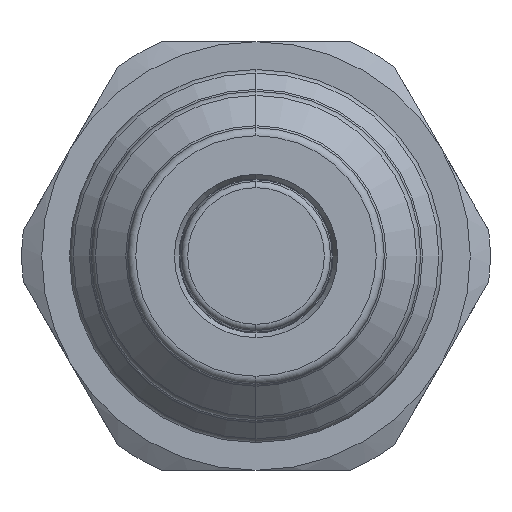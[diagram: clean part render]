
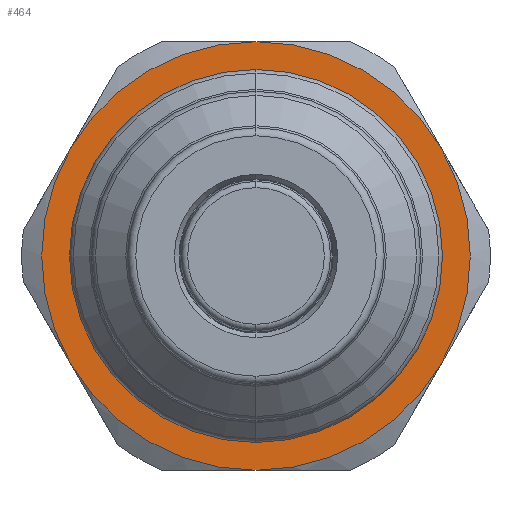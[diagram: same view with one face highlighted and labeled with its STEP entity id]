
A CAD part, left-side view. The second image highlights one B-rep face of the part: STEP entity #464.
In plain terms, the highlighted planar face has unit normal (-1, 0, 0).
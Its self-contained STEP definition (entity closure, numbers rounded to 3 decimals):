
#86 = ORIENTED_EDGE ( 'NONE', *, *, #2012, .T. ) ;
#88 = ORIENTED_EDGE ( 'NONE', *, *, #2013, .T. ) ;
#89 = ORIENTED_EDGE ( 'NONE', *, *, #1931, .F. ) ;
#99 = ORIENTED_EDGE ( 'NONE', *, *, #2015, .T. ) ;
#107 = ORIENTED_EDGE ( 'NONE', *, *, #2016, .T. ) ;
#142 = VERTEX_POINT ( 'NONE', #2160 ) ;
#147 = VERTEX_POINT ( 'NONE', #2153 ) ;
#158 = VERTEX_POINT ( 'NONE', #423 ) ;
#164 = VERTEX_POINT ( 'NONE', #420 ) ;
#175 = VERTEX_POINT ( 'NONE', #427 ) ;
#176 = VERTEX_POINT ( 'NONE', #418 ) ;
#209 = VERTEX_POINT ( 'NONE', #282 ) ;
#227 = VERTEX_POINT ( 'NONE', #297 ) ;
#268 = ORIENTED_EDGE ( 'NONE', *, *, #2011, .T. ) ;
#270 = ORIENTED_EDGE ( 'NONE', *, *, #2014, .T. ) ;
#278 = ORIENTED_EDGE ( 'NONE', *, *, #2017, .F. ) ;
#282 = CARTESIAN_POINT ( 'NONE',  ( 45.9, 0., 11.3 ) ) ;
#297 = CARTESIAN_POINT ( 'NONE',  ( 45.9, 0., -13.5 ) ) ;
#363 = DIRECTION ( 'NONE',  ( 0., 0., 1. ) ) ;
#364 = CARTESIAN_POINT ( 'NONE',  ( 45.9, 11.3, 0. ) ) ;
#365 = DIRECTION ( 'NONE',  ( -1., 0., 0. ) ) ;
#366 = PLANE ( 'NONE',  #2057 ) ;
#418 = CARTESIAN_POINT ( 'NONE',  ( 45.9, 0., 13.5 ) ) ;
#420 = CARTESIAN_POINT ( 'NONE',  ( 45.9, 11.691, -6.75 ) ) ;
#423 = CARTESIAN_POINT ( 'NONE',  ( 45.9, -11.691, 6.75 ) ) ;
#427 = CARTESIAN_POINT ( 'NONE',  ( 45.9, -11.691, -6.75 ) ) ;
#464 = ADVANCED_FACE ( 'NONE', ( #1112, #1113 ), #366, .T. ) ;
#832 = CIRCLE ( 'NONE', #2212, 11.3 ) ;
#908 = CIRCLE ( 'NONE', #2247, 13.5 ) ;
#909 = CIRCLE ( 'NONE', #2248, 13.5 ) ;
#910 = CIRCLE ( 'NONE', #2249, 13.5 ) ;
#911 = CIRCLE ( 'NONE', #2250, 13.5 ) ;
#912 = CIRCLE ( 'NONE', #2251, 13.5 ) ;
#913 = CIRCLE ( 'NONE', #2252, 13.5 ) ;
#914 = CIRCLE ( 'NONE', #2253, 11.3 ) ;
#1112 = FACE_OUTER_BOUND ( 'NONE', #1761, .T. ) ;
#1113 = FACE_BOUND ( 'NONE', #1759, .T. ) ;
#1335 = DIRECTION ( 'NONE',  ( 0., 0., 1. ) ) ;
#1443 = DIRECTION ( 'NONE',  ( -1., 0., 0. ) ) ;
#1470 = CARTESIAN_POINT ( 'NONE',  ( 45.9, 0., 0. ) ) ;
#1471 = CARTESIAN_POINT ( 'NONE',  ( 45.9, 0., 0. ) ) ;
#1472 = DIRECTION ( 'NONE',  ( -1., 0., 0. ) ) ;
#1511 = DIRECTION ( 'NONE',  ( 0., 0., 1. ) ) ;
#1518 = DIRECTION ( 'NONE',  ( 0., 0., 1. ) ) ;
#1535 = DIRECTION ( 'NONE',  ( 0., 0., 1. ) ) ;
#1537 = CARTESIAN_POINT ( 'NONE',  ( 45.9, 0., 0. ) ) ;
#1538 = DIRECTION ( 'NONE',  ( -1., 0., 0. ) ) ;
#1657 = DIRECTION ( 'NONE',  ( -1., 0., 0. ) ) ;
#1658 = CARTESIAN_POINT ( 'NONE',  ( 45.9, 0., 0. ) ) ;
#1687 = DIRECTION ( 'NONE',  ( -1., 0., 0. ) ) ;
#1688 = CARTESIAN_POINT ( 'NONE',  ( 45.9, 0., 0. ) ) ;
#1697 = DIRECTION ( 'NONE',  ( 0., 0., 1. ) ) ;
#1701 = DIRECTION ( 'NONE',  ( 0., 0., 1. ) ) ;
#1702 = DIRECTION ( 'NONE',  ( -1., 0., 0. ) ) ;
#1705 = DIRECTION ( 'NONE',  ( 0., 0., 1. ) ) ;
#1709 = CARTESIAN_POINT ( 'NONE',  ( 45.9, 0., 0. ) ) ;
#1710 = DIRECTION ( 'NONE',  ( -1., 0., 0. ) ) ;
#1711 = DIRECTION ( 'NONE',  ( 0., 0., 1. ) ) ;
#1712 = DIRECTION ( 'NONE',  ( -1., 0., 0. ) ) ;
#1721 = CARTESIAN_POINT ( 'NONE',  ( 45.9, 0., 0. ) ) ;
#1723 = CARTESIAN_POINT ( 'NONE',  ( 45.9, 0., 0. ) ) ;
#1759 = EDGE_LOOP ( 'NONE', ( #278, #89 ) ) ;
#1761 = EDGE_LOOP ( 'NONE', ( #107, #99, #270, #88, #86, #268 ) ) ;
#1931 = EDGE_CURVE ( 'NONE', #147, #209, #832, .T. ) ;
#2011 = EDGE_CURVE ( 'NONE', #158, #176, #908, .T. ) ;
#2012 = EDGE_CURVE ( 'NONE', #175, #158, #909, .T. ) ;
#2013 = EDGE_CURVE ( 'NONE', #227, #175, #910, .T. ) ;
#2014 = EDGE_CURVE ( 'NONE', #164, #227, #911, .T. ) ;
#2015 = EDGE_CURVE ( 'NONE', #142, #164, #912, .T. ) ;
#2016 = EDGE_CURVE ( 'NONE', #176, #142, #913, .T. ) ;
#2017 = EDGE_CURVE ( 'NONE', #209, #147, #914, .T. ) ;
#2057 = AXIS2_PLACEMENT_3D ( 'NONE', #364, #365, #363 ) ;
#2153 = CARTESIAN_POINT ( 'NONE',  ( 45.9, 0., -11.3 ) ) ;
#2160 = CARTESIAN_POINT ( 'NONE',  ( 45.9, 11.691, 6.75 ) ) ;
#2212 = AXIS2_PLACEMENT_3D ( 'NONE', #1537, #1538, #1535 ) ;
#2247 = AXIS2_PLACEMENT_3D ( 'NONE', #1723, #1702, #1701 ) ;
#2248 = AXIS2_PLACEMENT_3D ( 'NONE', #1709, #1710, #1711 ) ;
#2249 = AXIS2_PLACEMENT_3D ( 'NONE', #1721, #1712, #1705 ) ;
#2250 = AXIS2_PLACEMENT_3D ( 'NONE', #1688, #1687, #1697 ) ;
#2251 = AXIS2_PLACEMENT_3D ( 'NONE', #1658, #1657, #1335 ) ;
#2252 = AXIS2_PLACEMENT_3D ( 'NONE', #1471, #1443, #1518 ) ;
#2253 = AXIS2_PLACEMENT_3D ( 'NONE', #1470, #1472, #1511 ) ;
